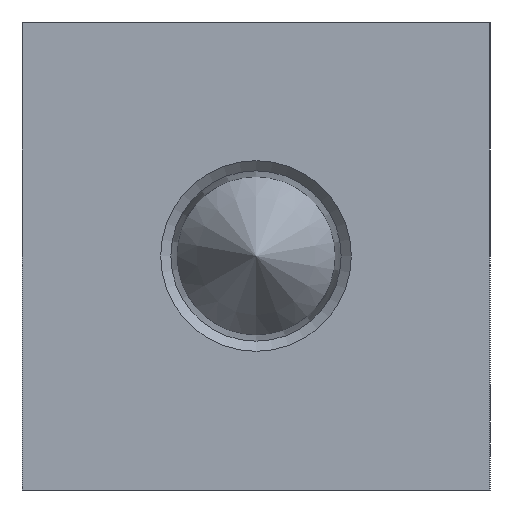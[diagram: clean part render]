
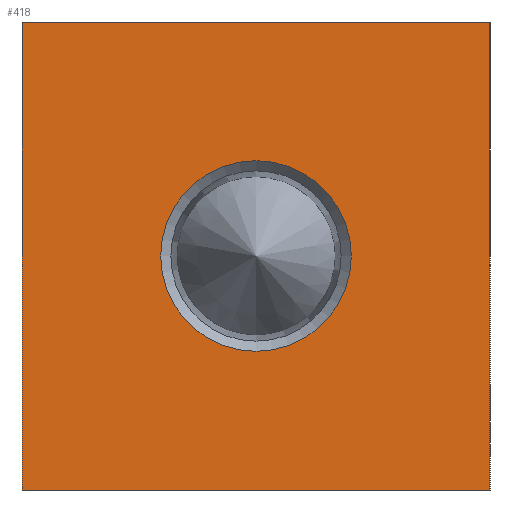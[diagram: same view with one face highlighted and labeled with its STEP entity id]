
A CAD part, left-side view. The second image highlights one B-rep face of the part: STEP entity #418.
In plain terms, the highlighted planar face has unit normal (-1, 0, 0).
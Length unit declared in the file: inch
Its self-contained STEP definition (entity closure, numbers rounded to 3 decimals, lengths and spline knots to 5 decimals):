
#418 = ADVANCED_FACE( '', ( #872, #873 ), #874, .F. );
#872 = FACE_BOUND( '', #1321, .T. );
#873 = FACE_OUTER_BOUND( '', #1322, .T. );
#874 = PLANE( '', #1323 );
#1321 = EDGE_LOOP( '', ( #2522 ) );
#1322 = EDGE_LOOP( '', ( #2523, #2524, #2525, #2526 ) );
#1323 = AXIS2_PLACEMENT_3D( '', #2527, #2528, #2529 );
#2522 = ORIENTED_EDGE( '', *, *, #3027, .T. );
#2523 = ORIENTED_EDGE( '', *, *, #2841, .F. );
#2524 = ORIENTED_EDGE( '', *, *, #2711, .F. );
#2525 = ORIENTED_EDGE( '', *, *, #2928, .F. );
#2526 = ORIENTED_EDGE( '', *, *, #2852, .F. );
#2527 = CARTESIAN_POINT( '', ( 0., 0., 0. ) );
#2528 = DIRECTION( '', ( 1., 0., 0. ) );
#2529 = DIRECTION( '', ( 0., 0., -1. ) );
#2711 = EDGE_CURVE( '', #3308, #3309, #3310, .T. );
#2841 = EDGE_CURVE( '', #3309, #3512, #3513, .T. );
#2852 = EDGE_CURVE( '', #3512, #3527, #3528, .T. );
#2928 = EDGE_CURVE( '', #3527, #3308, #3630, .T. );
#3027 = EDGE_CURVE( '', #3732, #3732, #3733, .T. );
#3308 = VERTEX_POINT( '', #4113 );
#3309 = VERTEX_POINT( '', #4114 );
#3310 = LINE( '', #4115, #4116 );
#3512 = VERTEX_POINT( '', #4396 );
#3513 = LINE( '', #4397, #4398 );
#3527 = VERTEX_POINT( '', #4415 );
#3528 = LINE( '', #4416, #4417 );
#3630 = LINE( '', #4552, #4553 );
#3732 = VERTEX_POINT( '', #4682 );
#3733 = CIRCLE( '', #4683, 0.35625 );
#4113 = CARTESIAN_POINT( '', ( 0., 0., 0. ) );
#4114 = CARTESIAN_POINT( '', ( 0., 1.75, 0. ) );
#4115 = CARTESIAN_POINT( '', ( 0., 0., 0. ) );
#4116 = VECTOR( '', #4883, 39.37008 );
#4396 = CARTESIAN_POINT( '', ( 0., 1.75, 1.75 ) );
#4397 = CARTESIAN_POINT( '', ( 0., 1.75, 0. ) );
#4398 = VECTOR( '', #5058, 39.37008 );
#4415 = CARTESIAN_POINT( '', ( 0., 0., 1.75 ) );
#4416 = CARTESIAN_POINT( '', ( 0., 1.75, 1.75 ) );
#4417 = VECTOR( '', #5071, 39.37008 );
#4552 = CARTESIAN_POINT( '', ( 0., 0., 1.75 ) );
#4553 = VECTOR( '', #5165, 39.37008 );
#4682 = CARTESIAN_POINT( '', ( 0., 0.875, 0.51875 ) );
#4683 = AXIS2_PLACEMENT_3D( '', #5217, #5218, #5219 );
#4883 = DIRECTION( '', ( 0., 1., 0. ) );
#5058 = DIRECTION( '', ( 0., 0., 1. ) );
#5071 = DIRECTION( '', ( 0., -1., 0. ) );
#5165 = DIRECTION( '', ( 0., 0., -1. ) );
#5217 = CARTESIAN_POINT( '', ( 0., 0.875, 0.875 ) );
#5218 = DIRECTION( '', ( 1., 0., 0. ) );
#5219 = DIRECTION( '', ( 0., 0., -1. ) );
